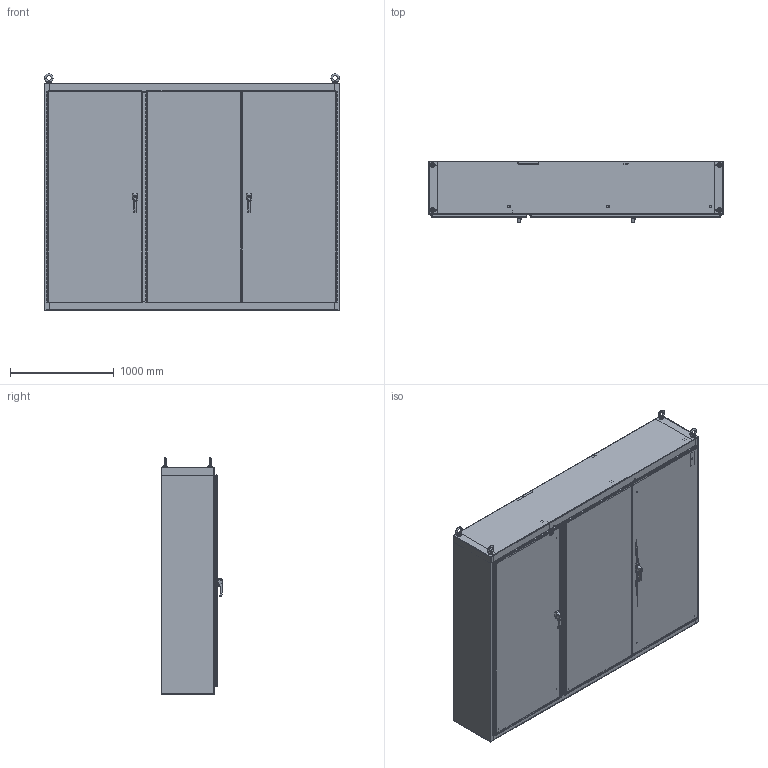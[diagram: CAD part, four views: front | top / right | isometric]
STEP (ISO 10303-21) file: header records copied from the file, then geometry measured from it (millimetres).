
FILE_DESCRIPTION (( 'STEP AP203' ), '1' );
FILE_NAME ('1422MD320_Default.step', '2019-11-04T20:58:18', ( '' ), ( '' ), 'SwSTEP 2.0', 'SolidWorks 2019', '' );
FILE_SCHEMA (( 'CONFIG_CONTROL_DESIGN' ));
Products named in the file (1): 1422MD320_Default
Bounding box: 2844.8 x 594.41 x 2280.36 mm (x, y, z)
Volume: 85723306.1 mm3; surface area: 53170587.6 mm2
Topology: 181 solids, 181 shells, 5208 faces, 13502 edges, 8715 vertices
Faces by surface type: cylinder 2412, plane 2311, bspline 273, cone 178, torus 34
Entity records: 186036 total; most frequent: CARTESIAN_POINT 56599, DIRECTION 27514, ORIENTED_EDGE 26956, EDGE_CURVE 13478, AXIS2_PLACEMENT_3D 10088, VERTEX_POINT 8715, LINE 7338, VECTOR 7338
